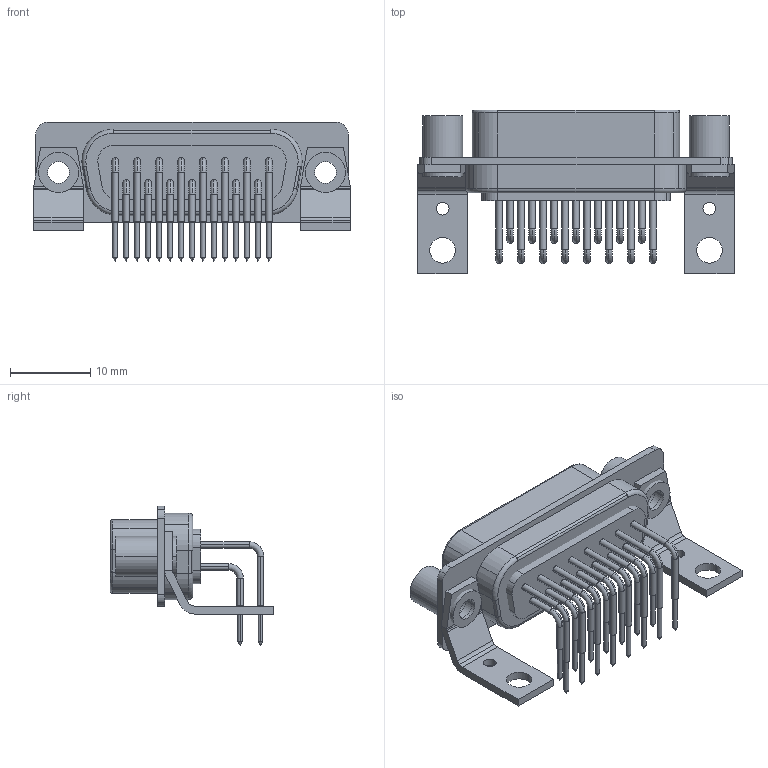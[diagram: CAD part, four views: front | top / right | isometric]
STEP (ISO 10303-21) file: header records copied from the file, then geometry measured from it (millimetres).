
FILE_DESCRIPTION((''),'2;1');
FILE_NAME('AMPHENOL_L77DFA15P1ATN.stp','2009-05-05T09:33:25',(''),(''),'Mechanical Desktop 2006','Mechanical Desktop 2006',', , ');
FILE_SCHEMA(('AUTOMOTIVE_DESIGN { 1 2 10303 214 0 1 1 1 }'));
Length unit declared in the file: millimetre
Products named in the file (1): Product
Bounding box: 39.5 x 20.4 x 17.4 mm (x, y, z)
Volume: 2871.5 mm3; surface area: 5310.9 mm2
Topology: 39 solids, 39 shells, 441 faces, 1118 edges, 695 vertices
Faces by surface type: cylinder 232, plane 96, cone 60, torus 38, sphere 15
Entity records: 12882 total; most frequent: DIRECTION 2504, CARTESIAN_POINT 2135, ORIENTED_EDGE 2056, AXIS2_PLACEMENT_3D 1034, EDGE_CURVE 1028, VERTEX_POINT 665, CIRCLE 592, EDGE_LOOP 465
